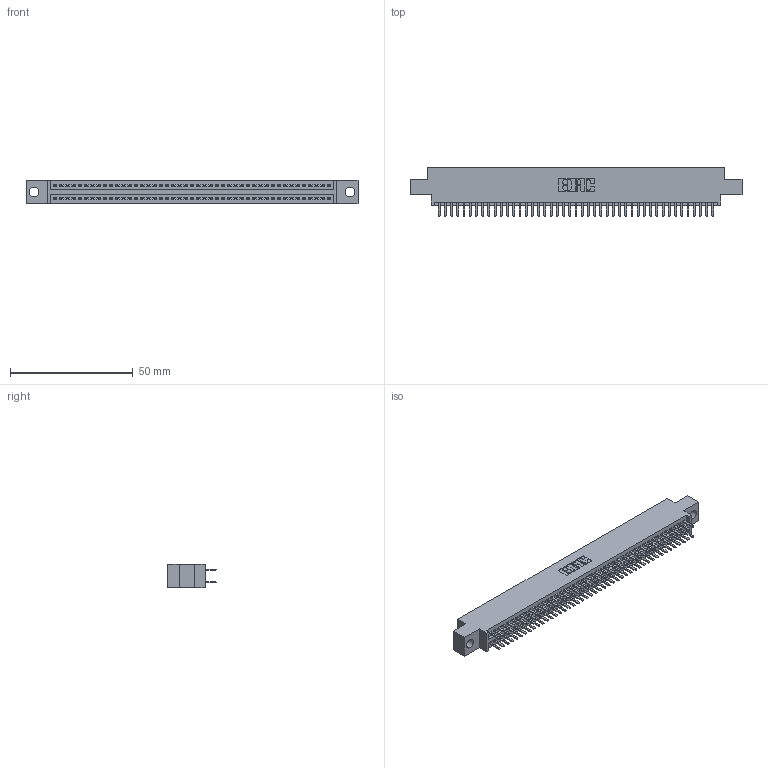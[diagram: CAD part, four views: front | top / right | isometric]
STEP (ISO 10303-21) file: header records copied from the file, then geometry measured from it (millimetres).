
FILE_DESCRIPTION (( 'STEP AP203' ), '1' );
FILE_NAME ('345-090-520-804.STEP', '2018-10-04T16:02:51', ( '' ), ( '' ), 'SwSTEP 2.0', 'SolidWorks 2016', '' );
FILE_SCHEMA (( 'CONFIG_CONTROL_DESIGN' ));
Length unit declared in the file: inch
Products named in the file (3): 345 Part_0.170 Offset - 0.156 Dia-TH; 345-292-001_345-293-120; 345-090-520-804
Assembly tree (91 placements, depth 2):
  345-090-520-804
    345 Part_0.170 Offset - 0.156 Dia-TH
    345-292-001_345-293-120  x90
Bounding box: 135.51 x 19.68 x 9.4 mm (x, y, z)
Volume: 12950.5 mm3; surface area: 19075.7 mm2
Topology: 91 solids, 91 shells, 4990 faces, 14483 edges, 9414 vertices
Faces by surface type: plane 3234, cylinder 1756
Entity records: 35153 total; most frequent: CARTESIAN_POINT 5904, ORIENTED_EDGE 5826, DIRECTION 5189, EDGE_CURVE 2913, LINE 2597, VECTOR 2597, VERTEX_POINT 1938, AXIS2_PLACEMENT_3D 1296
